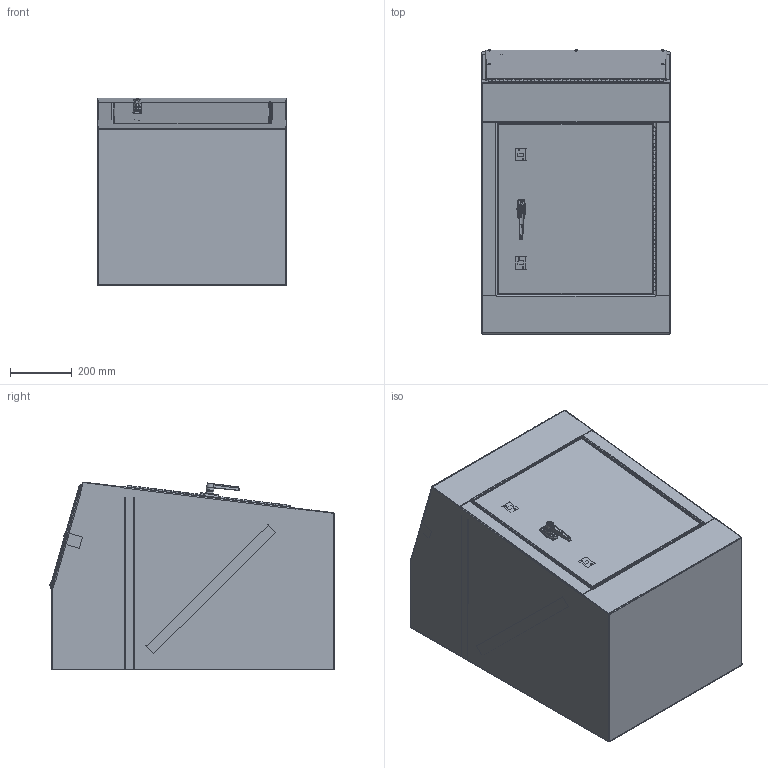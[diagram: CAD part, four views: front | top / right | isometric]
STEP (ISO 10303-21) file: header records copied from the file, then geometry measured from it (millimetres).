
FILE_DESCRIPTION(/* description */ ('WC12, SD, CONSOLE BODY, BTB, (36X24X20)'),/* implementation_level */ '2;1');
FILE_NAME(/* name */ 'WC1224B.stp',/* time_stamp */ '2017-06-15T13:10:29-05:00',/* author */ ('mraetz'),/* organization */ (''),/* preprocessor_version */ 'ST-DEVELOPER v16.1',/* originating_system */ 'Autodesk Inventor 2016',/* authorisation */ '');
FILE_SCHEMA (('AUTOMOTIVE_DESIGN { 1 0 10303 214 3 1 1 }'));
Products named in the file (43): WC1224BBTB; WC12BCONSOLEEWPLS; WC12BCONSOLEEWPRS; WC1224BADR; H5050135T-21; H5050135P-21; H5050135L-21; WC1224BDRSTRIPGSK; WC1224BDR; 3244; WC1224BCTP; H5050135T-22.5; H5050135L-22.5; H5050135P-22.5; HFW3888; 37633; 3889; 34984; WC1224BCTPSTRIPGSK; HFW31233; HFW3121; HFW369101; CHUTEBOLTGUIDEASSM; 372154; 39077; 3244 GASKET; 3244 SCREW; 3244 COTTER PIN; 3934; 3761; 39036; WC1224BPNL; 349104; 37036; 3862; 31215; HFW3762; 37036_1; 3023WIE; 38614 ...
Assembly tree (74 placements, depth 3):
  WC1224B
    WC1224BBTB
    WC12BCONSOLEEWPLS
    WC12BCONSOLEEWPRS
    WC1224BADR
    H5050135T-21
    H5050135P-21
    H5050135L-21
    WC1224BDRSTRIPGSK
    WC1224BDR
    3244
    WC1224BCTP
    H5050135T-22.5
    H5050135L-22.5
    H5050135P-22.5
    HFW3888
    37633
    3889  x7
    34984  x5
    WC1224BCTPSTRIPGSK
    CHUTEBOLTGUIDEASSM  x2
      HFW31233
      HFW3121
      HFW369101
    372154  x5
    39077  x5
    3244 GASKET
    3244 SCREW  x2
    3244 COTTER PIN
    3934
    3761
    39036
    WC1224BPNL
    349104  x6
    37036_1  x2
      37036
      3862
      31215
      HFW3762
    3023WIE  x2
    38614  x2
    38620-22  x2
    38620-15  x2
Bounding box: 612.77 x 924.02 x 611.14 mm (x, y, z)
Volume: 7356794.9 mm3; surface area: 7498273.3 mm2
Topology: 79 solids, 130 shells, 3272 faces, 8385 edges, 5406 vertices
Faces by surface type: plane 1826, cylinder 793, bspline 399, cone 134, torus 82, sphere 38
Full cylindrical faces by diameter (mm): 2.5 x2, 3.17 x1, 3.175 x2, 3.302 x1, 3.505 x87, 3.795 x24, 3.962 x5, 4 x3, 4.039 x2, 4.255 x5, 4.978 x5, 5.08 x4, 5.556 x2, 5.69 x4, 6.128 x2, 6.172 x2, 6.299 x5, 6.337 x6, 6.35 x13, 6.528 x5, 7.023 x16, 7.061 x5, 7.144 x2, 7.798 x6, 7.938 x12, 8.382 x16, 9.474 x2, 9.525 x2, 10.16 x4, 10.312 x5
Entity records: 101346 total; most frequent: CARTESIAN_POINT 42388, ORIENTED_EDGE 12172, DIRECTION 10809, EDGE_CURVE 6084, VERTEX_POINT 4060, LINE 3691, VECTOR 3691, AXIS2_PLACEMENT_3D 3559
